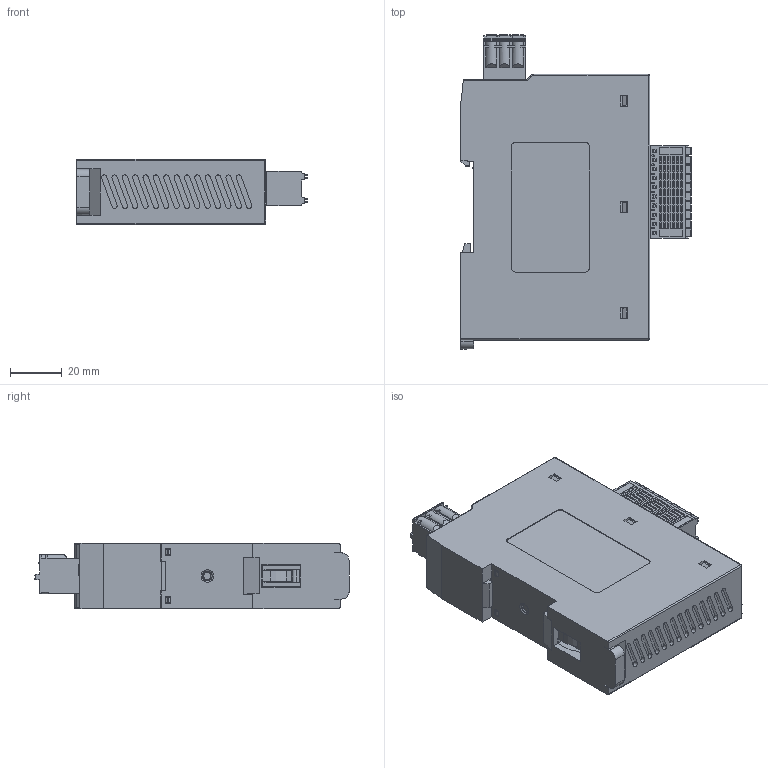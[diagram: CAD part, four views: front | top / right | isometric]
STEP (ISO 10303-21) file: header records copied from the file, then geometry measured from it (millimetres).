
FILE_DESCRIPTION(/* description */ (''),/* implementation_level */ '2;1');
FILE_NAME(/* name */ '',/* time_stamp */ '2025-09-09T10:15:23+08:00',/* author */ (''),/* organization */ (''),/* preprocessor_version */ 'ST-DEVELOPER v14',/* originating_system */ 'SIEMENS PLM Software NX 8.0',/* authorisation */ '');
FILE_SCHEMA (('AUTOMOTIVE_DESIGN { 1 0 10303 214 3 1 1 1 }'));
Products named in the file (1): Admi5954DD76ao8g
Bounding box: 88.98 x 121.32 x 25.2 mm (x, y, z)
Volume: 11589.1 mm3; surface area: 45833.3 mm2
Topology: 44 solids, 85 shells, 5436 faces, 14200 edges, 9185 vertices
Faces by surface type: plane 3757, cylinder 1172, torus 195, bspline 170, cone 98, sphere 44
Full cylindrical faces by diameter (mm): 2.5 x3, 2.8 x3, 3 x3, 3.05 x20, 3.3 x3, 4 x3
Entity records: 173468 total; most frequent: CARTESIAN_POINT 40068, ORIENTED_EDGE 27928, DIRECTION 26789, EDGE_CURVE 13964, LINE 10451, VECTOR 10451, VERTEX_POINT 9130, AXIS2_PLACEMENT_3D 8169
